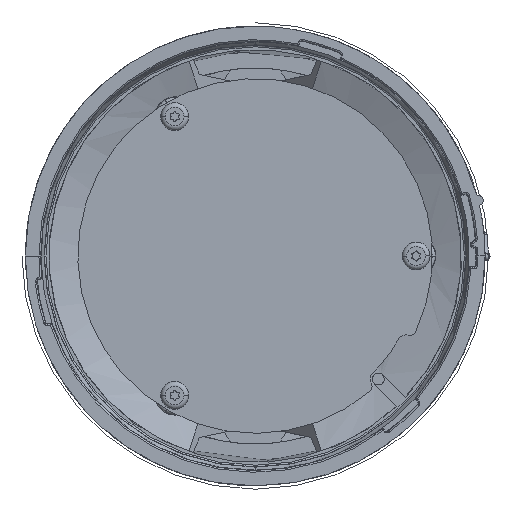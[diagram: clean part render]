
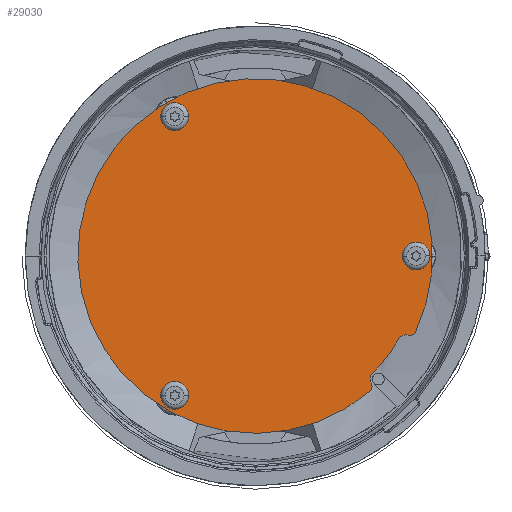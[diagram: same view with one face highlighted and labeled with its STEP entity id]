
A CAD part, front view. The second image highlights one B-rep face of the part: STEP entity #29030.
In plain terms, the highlighted face is planar.
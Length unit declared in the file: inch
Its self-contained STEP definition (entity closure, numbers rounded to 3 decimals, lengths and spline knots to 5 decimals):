
#28777=CARTESIAN_POINT('',(-1.47835,-0.23858,0.));
#28778=DIRECTION('',(0.,0.,1.));
#28779=DIRECTION('',(1.,0.,0.));
#28780=AXIS2_PLACEMENT_3D('',#28777,#28778,#28779);
#28782=CARTESIAN_POINT('',(-1.47835,-0.23858,0.));
#28783=DIRECTION('',(0.,0.,1.));
#28784=DIRECTION('',(-1.,0.,0.));
#28785=AXIS2_PLACEMENT_3D('',#28782,#28783,#28784);
#28787=CARTESIAN_POINT('',(-0.64301,1.20827,0.));
#28788=DIRECTION('',(0.,0.,1.));
#28789=DIRECTION('',(1.,0.,0.));
#28790=AXIS2_PLACEMENT_3D('',#28787,#28788,#28789);
#28792=CARTESIAN_POINT('',(-0.64301,1.20827,0.));
#28793=DIRECTION('',(0.,0.,1.));
#28794=DIRECTION('',(-1.,0.,0.));
#28795=AXIS2_PLACEMENT_3D('',#28792,#28793,#28794);
#28797=CARTESIAN_POINT('',(-2.31369,1.20827,0.));
#28798=DIRECTION('',(0.,0.,1.));
#28799=DIRECTION('',(1.,0.,0.));
#28800=AXIS2_PLACEMENT_3D('',#28797,#28798,#28799);
#28802=CARTESIAN_POINT('',(-2.31369,1.20827,0.));
#28803=DIRECTION('',(0.,0.,1.));
#28804=DIRECTION('',(-1.,0.,0.));
#28805=AXIS2_PLACEMENT_3D('',#28802,#28803,#28804);
#28807=CARTESIAN_POINT('',(-0.69662,0.06514,0.));
#28808=DIRECTION('',(0.,0.,-1.));
#28809=DIRECTION('',(0.764,-0.646,0.));
#28810=AXIS2_PLACEMENT_3D('',#28807,#28808,#28809);
#28812=CARTESIAN_POINT('',(-1.04235,-0.20014,0.));
#28813=DIRECTION('',(0.,0.,-1.));
#28814=DIRECTION('',(0.967,0.255,0.));
#28815=AXIS2_PLACEMENT_3D('',#28812,#28813,#28814);
#28817=CARTESIAN_POINT('',(-0.95669,-0.17755,0.));
#28818=DIRECTION('',(0.,0.,1.));
#28819=DIRECTION('',(-0.5,0.866,0.));
#28820=AXIS2_PLACEMENT_3D('',#28817,#28818,#28819);
#28822=CARTESIAN_POINT('',(-1.47835,0.72598,0.));
#28823=DIRECTION('',(0.,0.,1.));
#28824=DIRECTION('',(0.5,-0.866,0.));
#28825=AXIS2_PLACEMENT_3D('',#28822,#28823,#28824);
#28827=CARTESIAN_POINT('',(-0.74062,-0.01175,0.));
#28828=DIRECTION('',(0.,0.,1.));
#28829=DIRECTION('',(0.497,0.868,0.));
#28830=AXIS2_PLACEMENT_3D('',#28827,#28828,#28829);
#28940=CARTESIAN_POINT('',(-1.47835,0.72598,0.));
#28941=DIRECTION('',(0.,0.,-1.));
#28942=DIRECTION('',(0.426,-0.905,0.));
#28943=AXIS2_PLACEMENT_3D('',#28940,#28941,#28942);
#28945=CARTESIAN_POINT('',(-1.42717,-0.23858,0.));
#28946=CARTESIAN_POINT('',(-1.52953,-0.23858,0.));
#28947=VERTEX_POINT('',#28945);
#28948=VERTEX_POINT('',#28946);
#28949=CARTESIAN_POINT('',(-0.59183,1.20827,0.));
#28950=CARTESIAN_POINT('',(-0.69419,1.20827,0.));
#28951=VERTEX_POINT('',#28949);
#28952=VERTEX_POINT('',#28950);
#28953=CARTESIAN_POINT('',(-2.2625,1.20827,0.));
#28954=CARTESIAN_POINT('',(-2.36487,1.20827,0.));
#28955=VERTEX_POINT('',#28953);
#28956=VERTEX_POINT('',#28954);
#28969=CARTESIAN_POINT('',(-0.9813,-0.13493,0.));
#28970=CARTESIAN_POINT('',(-0.77542,0.02305,0.));
#28971=VERTEX_POINT('',#28969);
#28972=VERTEX_POINT('',#28970);
#28977=CARTESIAN_POINT('',(-0.66656,0.03972,0.));
#28978=CARTESIAN_POINT('',(-0.71618,0.03097,0.));
#28979=VERTEX_POINT('',#28977);
#28980=VERTEX_POINT('',#28978);
#28989=CARTESIAN_POINT('',(-1.00428,-0.1901,0.));
#28990=VERTEX_POINT('',#28989);
#28991=CARTESIAN_POINT('',(-1.02558,-0.23576,0.));
#28992=VERTEX_POINT('',#28991);
#28993=CARTESIAN_POINT('',(0.,0.,0.));
#28994=DIRECTION('',(0.,0.,1.));
#28995=DIRECTION('',(1.,0.,0.));
#28996=AXIS2_PLACEMENT_3D('',#28993,#28994,#28995);
#28997=PLANE('',#28996);
#28999=ORIENTED_EDGE('',*,*,#28998,.F.);
#29001=ORIENTED_EDGE('',*,*,#29000,.F.);
#29003=ORIENTED_EDGE('',*,*,#29002,.F.);
#29005=ORIENTED_EDGE('',*,*,#29004,.F.);
#29007=ORIENTED_EDGE('',*,*,#29006,.T.);
#29009=ORIENTED_EDGE('',*,*,#29008,.F.);
#29010=EDGE_LOOP('',(#28999,#29001,#29003,#29005,#29007,#29009));
#29011=FACE_OUTER_BOUND('',#29010,.F.);
#29013=ORIENTED_EDGE('',*,*,#29012,.F.);
#29015=ORIENTED_EDGE('',*,*,#29014,.F.);
#29016=EDGE_LOOP('',(#29013,#29015));
#29017=FACE_BOUND('',#29016,.F.);
#29019=ORIENTED_EDGE('',*,*,#29018,.F.);
#29021=ORIENTED_EDGE('',*,*,#29020,.F.);
#29022=EDGE_LOOP('',(#29019,#29021));
#29023=FACE_BOUND('',#29022,.F.);
#29025=ORIENTED_EDGE('',*,*,#29024,.F.);
#29027=ORIENTED_EDGE('',*,*,#29026,.F.);
#29028=EDGE_LOOP('',(#29025,#29027));
#29029=FACE_BOUND('',#29028,.F.);
#29030=ADVANCED_FACE('',(#29011,#29017,#29023,#29029),#28997,.F.);
#28781=CIRCLE('',#28780,0.05118);
#28786=CIRCLE('',#28785,0.05118);
#28791=CIRCLE('',#28790,0.05118);
#28796=CIRCLE('',#28795,0.05118);
#28801=CIRCLE('',#28800,0.05118);
#28806=CIRCLE('',#28805,0.05118);
#28811=CIRCLE('',#28810,0.03937);
#28816=CIRCLE('',#28815,0.03937);
#28821=CIRCLE('',#28820,0.04921);
#28826=CIRCLE('',#28825,0.99409);
#28831=CIRCLE('',#28830,0.04921);
#28944=CIRCLE('',#28943,1.06299);
#28998=EDGE_CURVE('',#28979,#28980,#28811,.T.);
#29000=EDGE_CURVE('',#28992,#28979,#28944,.T.);
#29002=EDGE_CURVE('',#28990,#28992,#28816,.T.);
#29004=EDGE_CURVE('',#28971,#28990,#28821,.T.);
#29006=EDGE_CURVE('',#28971,#28972,#28826,.T.);
#29008=EDGE_CURVE('',#28980,#28972,#28831,.T.);
#29012=EDGE_CURVE('',#28951,#28952,#28791,.T.);
#29014=EDGE_CURVE('',#28952,#28951,#28796,.T.);
#29018=EDGE_CURVE('',#28955,#28956,#28801,.T.);
#29020=EDGE_CURVE('',#28956,#28955,#28806,.T.);
#29024=EDGE_CURVE('',#28947,#28948,#28781,.T.);
#29026=EDGE_CURVE('',#28948,#28947,#28786,.T.);
